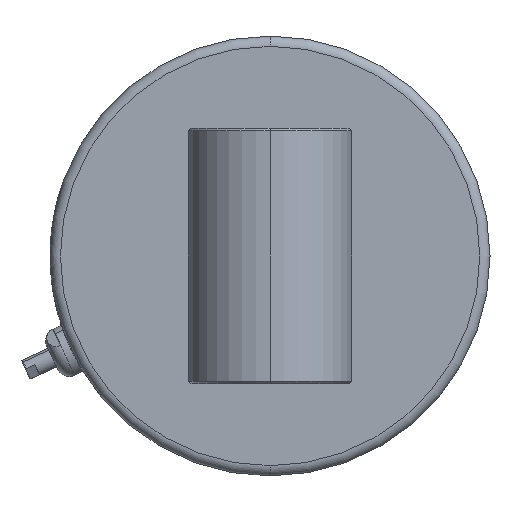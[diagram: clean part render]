
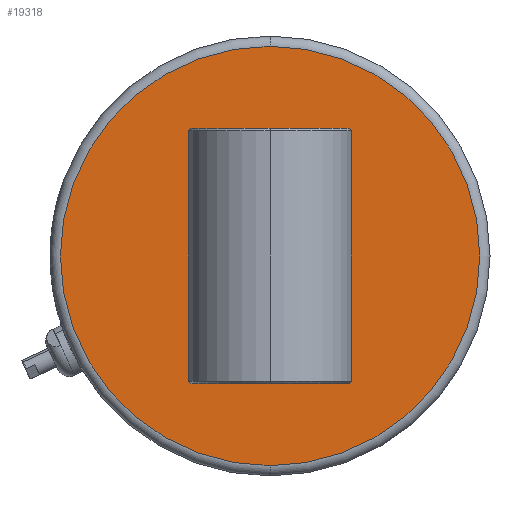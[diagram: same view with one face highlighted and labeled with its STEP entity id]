
A CAD part, left-side view. The second image highlights one B-rep face of the part: STEP entity #19318.
In plain terms, the highlighted planar face has unit normal (-1, 0, 0).
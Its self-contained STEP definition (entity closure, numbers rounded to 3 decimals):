
#401 = CARTESIAN_POINT ( 'NONE',  ( -61.5, 1.25, 41.75 ) ) ;
#935 = CARTESIAN_POINT ( 'NONE',  ( -61.5, 0., -41. ) ) ;
#1128 = CARTESIAN_POINT ( 'NONE',  ( -61.5, -16., 24.5 ) ) ;
#1159 = DIRECTION ( 'NONE',  ( 0., 0.707, -0.707 ) ) ;
#1573 = ORIENTED_EDGE ( 'NONE', *, *, #33320, .F. ) ;
#3299 = EDGE_LOOP ( 'NONE', ( #14238, #32918 ) ) ;
#3381 = DIRECTION ( 'NONE',  ( -1., 0., 0. ) ) ;
#3502 = CARTESIAN_POINT ( 'NONE',  ( -61.5, 15.5, 25. ) ) ;
#4028 = LINE ( 'NONE', #14640, #13114 ) ;
#4121 = DIRECTION ( 'NONE',  ( 0., 0., -1. ) ) ;
#4408 = ORIENTED_EDGE ( 'NONE', *, *, #11611, .F. ) ;
#5766 = VERTEX_POINT ( 'NONE', #935 ) ;
#6257 = DIRECTION ( 'NONE',  ( 0., 0.707, 0.707 ) ) ;
#6391 = LINE ( 'NONE', #22582, #15735 ) ;
#6419 = CARTESIAN_POINT ( 'NONE',  ( -61.5, -15.5, 25. ) ) ;
#6675 = CARTESIAN_POINT ( 'NONE',  ( -61.5, -16., 25. ) ) ;
#6823 = VECTOR ( 'NONE', #6988, 1000. ) ;
#6839 = LINE ( 'NONE', #6675, #33644 ) ;
#6988 = DIRECTION ( 'NONE',  ( 0., 0., -1. ) ) ;
#7706 = CARTESIAN_POINT ( 'NONE',  ( -61.5, 15.5, -25. ) ) ;
#8052 = EDGE_LOOP ( 'NONE', ( #4408, #32682, #1573, #29173, #17755, #8630, #15608, #30029 ) ) ;
#8630 = ORIENTED_EDGE ( 'NONE', *, *, #15604, .T. ) ;
#8811 = CARTESIAN_POINT ( 'NONE',  ( -61.5, 16., 24.5 ) ) ;
#8868 = CARTESIAN_POINT ( 'NONE',  ( -61.5, 41.75, 1.25 ) ) ;
#9071 = DIRECTION ( 'NONE',  ( 0., 1., 0. ) ) ;
#9466 = VERTEX_POINT ( 'NONE', #6419 ) ;
#9624 = DIRECTION ( 'NONE',  ( 0., 1., 0. ) ) ;
#9868 = CARTESIAN_POINT ( 'NONE',  ( -61.5, 43., 0. ) ) ;
#10037 = PLANE ( 'NONE',  #32638 ) ;
#10635 = CARTESIAN_POINT ( 'NONE',  ( -61.5, -16., -24.5 ) ) ;
#10765 = VECTOR ( 'NONE', #29364, 1000. ) ;
#11546 = VERTEX_POINT ( 'NONE', #33408 ) ;
#11611 = EDGE_CURVE ( 'NONE', #20581, #17982, #22992, .T. ) ;
#11958 = CARTESIAN_POINT ( 'NONE',  ( -61.5, 0., 0. ) ) ;
#12674 = FACE_BOUND ( 'NONE', #8052, .T. ) ;
#13114 = VECTOR ( 'NONE', #9071, 1000. ) ;
#14105 = VECTOR ( 'NONE', #32062, 1000. ) ;
#14175 = CARTESIAN_POINT ( 'NONE',  ( -61.5, 0., 0. ) ) ;
#14238 = ORIENTED_EDGE ( 'NONE', *, *, #26016, .T. ) ;
#14261 = AXIS2_PLACEMENT_3D ( 'NONE', #11958, #22240, #4121 ) ;
#14640 = CARTESIAN_POINT ( 'NONE',  ( -61.5, 16., 25. ) ) ;
#14716 = VERTEX_POINT ( 'NONE', #29088 ) ;
#15604 = EDGE_CURVE ( 'NONE', #21546, #14716, #6391, .T. ) ;
#15608 = ORIENTED_EDGE ( 'NONE', *, *, #18543, .T. ) ;
#15735 = VECTOR ( 'NONE', #1159, 1000. ) ;
#17611 = VECTOR ( 'NONE', #9624, 1000. ) ;
#17680 = EDGE_CURVE ( 'NONE', #11546, #5766, #20962, .T. ) ;
#17755 = ORIENTED_EDGE ( 'NONE', *, *, #21290, .T. ) ;
#17982 = VERTEX_POINT ( 'NONE', #31510 ) ;
#18228 = DIRECTION ( 'NONE',  ( 0., 0., -1. ) ) ;
#18543 = EDGE_CURVE ( 'NONE', #14716, #21479, #33137, .T. ) ;
#19011 = LINE ( 'NONE', #401, #14105 ) ;
#19122 = VECTOR ( 'NONE', #6257, 1000. ) ;
#19318 = ADVANCED_FACE ( 'NONE', ( #28309, #12674 ), #10037, .F. ) ;
#19576 = CARTESIAN_POINT ( 'NONE',  ( -61.5, 16., -25. ) ) ;
#20581 = VERTEX_POINT ( 'NONE', #8811 ) ;
#20847 = DIRECTION ( 'NONE',  ( 1., 0., 0. ) ) ;
#20962 = CIRCLE ( 'NONE', #14261, 41. ) ;
#21290 = EDGE_CURVE ( 'NONE', #24141, #21546, #6839, .T. ) ;
#21479 = VERTEX_POINT ( 'NONE', #7706 ) ;
#21546 = VERTEX_POINT ( 'NONE', #10635 ) ;
#22240 = DIRECTION ( 'NONE',  ( -1., 0., 0. ) ) ;
#22582 = CARTESIAN_POINT ( 'NONE',  ( -61.5, 1.25, -41.75 ) ) ;
#22992 = LINE ( 'NONE', #25596, #6823 ) ;
#23475 = CARTESIAN_POINT ( 'NONE',  ( -61.5, 41.75, -1.25 ) ) ;
#24141 = VERTEX_POINT ( 'NONE', #1128 ) ;
#24943 = DIRECTION ( 'NONE',  ( 0., 0., -1. ) ) ;
#25596 = CARTESIAN_POINT ( 'NONE',  ( -61.5, 16., 25. ) ) ;
#26016 = EDGE_CURVE ( 'NONE', #5766, #11546, #33510, .T. ) ;
#27222 = DIRECTION ( 'NONE',  ( 0., 0., -1. ) ) ;
#27402 = EDGE_CURVE ( 'NONE', #9466, #24141, #19011, .T. ) ;
#27891 = EDGE_CURVE ( 'NONE', #21479, #17982, #32348, .T. ) ;
#28277 = EDGE_CURVE ( 'NONE', #20581, #31610, #31285, .T. ) ;
#28309 = FACE_OUTER_BOUND ( 'NONE', #3299, .T. ) ;
#29065 = AXIS2_PLACEMENT_3D ( 'NONE', #14175, #3381, #27222 ) ;
#29088 = CARTESIAN_POINT ( 'NONE',  ( -61.5, -15.5, -25. ) ) ;
#29173 = ORIENTED_EDGE ( 'NONE', *, *, #27402, .T. ) ;
#29364 = DIRECTION ( 'NONE',  ( 0., -0.707, 0.707 ) ) ;
#30029 = ORIENTED_EDGE ( 'NONE', *, *, #27891, .T. ) ;
#31285 = LINE ( 'NONE', #23475, #10765 ) ;
#31510 = CARTESIAN_POINT ( 'NONE',  ( -61.5, 16., -24.5 ) ) ;
#31610 = VERTEX_POINT ( 'NONE', #3502 ) ;
#32062 = DIRECTION ( 'NONE',  ( 0., -0.707, -0.707 ) ) ;
#32348 = LINE ( 'NONE', #8868, #19122 ) ;
#32638 = AXIS2_PLACEMENT_3D ( 'NONE', #9868, #20847, #18228 ) ;
#32682 = ORIENTED_EDGE ( 'NONE', *, *, #28277, .T. ) ;
#32918 = ORIENTED_EDGE ( 'NONE', *, *, #17680, .T. ) ;
#33137 = LINE ( 'NONE', #19576, #17611 ) ;
#33320 = EDGE_CURVE ( 'NONE', #9466, #31610, #4028, .T. ) ;
#33408 = CARTESIAN_POINT ( 'NONE',  ( -61.5, 0., 41. ) ) ;
#33510 = CIRCLE ( 'NONE', #29065, 41. ) ;
#33644 = VECTOR ( 'NONE', #24943, 1000. ) ;
